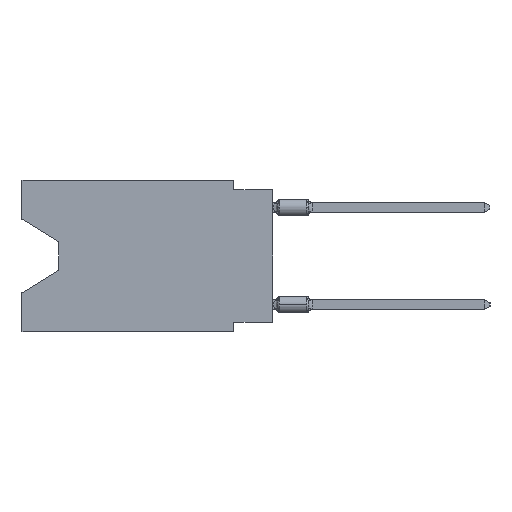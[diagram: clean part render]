
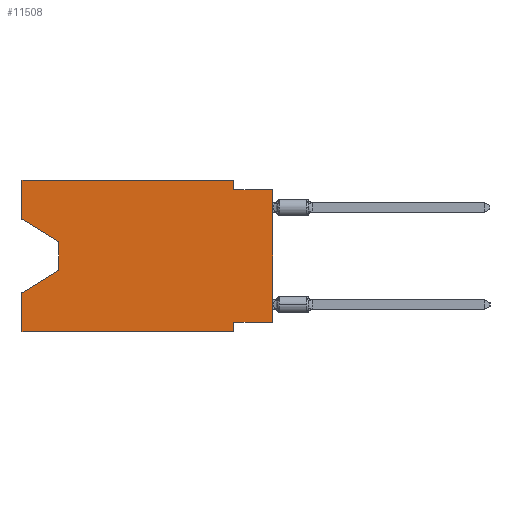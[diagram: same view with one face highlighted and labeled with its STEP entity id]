
A CAD part, left-side view. The second image highlights one B-rep face of the part: STEP entity #11508.
In plain terms, the highlighted planar face has unit normal (-1, 0, 0).
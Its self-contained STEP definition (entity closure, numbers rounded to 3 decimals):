
#578 = VERTEX_POINT ( 'NONE', #27709 ) ;
#691 = EDGE_CURVE ( 'NONE', #8456, #24326, #14617, .T. ) ;
#744 = VECTOR ( 'NONE', #15466, 1000. ) ;
#1024 = EDGE_CURVE ( 'NONE', #23347, #578, #33461, .T. ) ;
#1034 = EDGE_LOOP ( 'NONE', ( #17301, #8175, #33140, #11732, #5862, #34894, #19848, #29863, #28036, #4458, #10282, #27524 ) ) ;
#1071 = DIRECTION ( 'NONE',  ( 0., 0., -1. ) ) ;
#1256 = CARTESIAN_POINT ( 'NONE',  ( 0., 2.54, 0. ) ) ;
#2092 = VECTOR ( 'NONE', #10787, 1000. ) ;
#2811 = AXIS2_PLACEMENT_3D ( 'NONE', #28960, #12854, #34332 ) ;
#2864 = VECTOR ( 'NONE', #18339, 1000. ) ;
#2901 = EDGE_CURVE ( 'NONE', #16271, #24326, #5386, .T. ) ;
#3547 = LINE ( 'NONE', #11792, #34808 ) ;
#3759 = CARTESIAN_POINT ( 'NONE',  ( 0., 13.97, -4.013 ) ) ;
#4045 = DIRECTION ( 'NONE',  ( 0., 0., -1. ) ) ;
#4252 = FACE_OUTER_BOUND ( 'NONE', #1034, .T. ) ;
#4458 = ORIENTED_EDGE ( 'NONE', *, *, #22036, .F. ) ;
#5019 = EDGE_CURVE ( 'NONE', #12307, #23603, #32346, .T. ) ;
#5386 = LINE ( 'NONE', #30261, #16833 ) ;
#5862 = ORIENTED_EDGE ( 'NONE', *, *, #2901, .T. ) ;
#7671 = VECTOR ( 'NONE', #25166, 1000. ) ;
#8010 = CARTESIAN_POINT ( 'NONE',  ( 0., 0., -0.635 ) ) ;
#8175 = ORIENTED_EDGE ( 'NONE', *, *, #1024, .T. ) ;
#8301 = VECTOR ( 'NONE', #34592, 1000. ) ;
#8456 = VERTEX_POINT ( 'NONE', #20730 ) ;
#8801 = EDGE_CURVE ( 'NONE', #15929, #23603, #13135, .T. ) ;
#9937 = LINE ( 'NONE', #21383, #744 ) ;
#10282 = ORIENTED_EDGE ( 'NONE', *, *, #24991, .F. ) ;
#10326 = EDGE_CURVE ( 'NONE', #22044, #27590, #30545, .T. ) ;
#10787 = DIRECTION ( 'NONE',  ( 0., 0., -1. ) ) ;
#11501 = CARTESIAN_POINT ( 'NONE',  ( 0., 16.383, -7.36 ) ) ;
#11508 = ADVANCED_FACE ( 'NONE', ( #4252 ), #15172, .F. ) ;
#11732 = ORIENTED_EDGE ( 'NONE', *, *, #20188, .F. ) ;
#11792 = CARTESIAN_POINT ( 'NONE',  ( 0., 16.383, 0. ) ) ;
#12307 = VERTEX_POINT ( 'NONE', #18134 ) ;
#12854 = DIRECTION ( 'NONE',  ( 1., 0., 0. ) ) ;
#13135 = LINE ( 'NONE', #24047, #2864 ) ;
#14258 = LINE ( 'NONE', #19979, #7671 ) ;
#14617 = LINE ( 'NONE', #25526, #15727 ) ;
#15023 = VECTOR ( 'NONE', #21600, 1000. ) ;
#15078 = CARTESIAN_POINT ( 'NONE',  ( 0., 16.383, 0. ) ) ;
#15172 = PLANE ( 'NONE',  #2811 ) ;
#15466 = DIRECTION ( 'NONE',  ( 0., 0., 1. ) ) ;
#15727 = VECTOR ( 'NONE', #4045, 1000. ) ;
#15929 = VERTEX_POINT ( 'NONE', #33021 ) ;
#16271 = VERTEX_POINT ( 'NONE', #34784 ) ;
#16298 = DIRECTION ( 'NONE',  ( 0., -1., 0. ) ) ;
#16833 = VECTOR ( 'NONE', #16298, 1000. ) ;
#16916 = DIRECTION ( 'NONE',  ( 0., 0., 1. ) ) ;
#17301 = ORIENTED_EDGE ( 'NONE', *, *, #17732, .T. ) ;
#17732 = EDGE_CURVE ( 'NONE', #22044, #23347, #14258, .T. ) ;
#18134 = CARTESIAN_POINT ( 'NONE',  ( 0., 2.54, -0.635 ) ) ;
#18339 = DIRECTION ( 'NONE',  ( 0., 0., 1. ) ) ;
#19848 = ORIENTED_EDGE ( 'NONE', *, *, #32553, .F. ) ;
#19908 = LINE ( 'NONE', #30835, #8301 ) ;
#19979 = CARTESIAN_POINT ( 'NONE',  ( 0., 16.383, -2.546 ) ) ;
#20188 = EDGE_CURVE ( 'NONE', #16271, #35014, #9937, .T. ) ;
#20419 = LINE ( 'NONE', #1256, #35118 ) ;
#20730 = CARTESIAN_POINT ( 'NONE',  ( 0., 2.54, -9.271 ) ) ;
#21383 = CARTESIAN_POINT ( 'NONE',  ( 0., 16.383, 0. ) ) ;
#21600 = DIRECTION ( 'NONE',  ( 0., -1., 0. ) ) ;
#21668 = CARTESIAN_POINT ( 'NONE',  ( 0., 16.383, 0. ) ) ;
#22036 = EDGE_CURVE ( 'NONE', #29276, #12307, #20419, .T. ) ;
#22044 = VERTEX_POINT ( 'NONE', #28660 ) ;
#22941 = EDGE_CURVE ( 'NONE', #578, #35014, #19908, .T. ) ;
#23347 = VERTEX_POINT ( 'NONE', #3759 ) ;
#23531 = DIRECTION ( 'NONE',  ( 0., 1., 0. ) ) ;
#23603 = VERTEX_POINT ( 'NONE', #32749 ) ;
#24047 = CARTESIAN_POINT ( 'NONE',  ( 0., 0., 0. ) ) ;
#24326 = VERTEX_POINT ( 'NONE', #25682 ) ;
#24668 = CARTESIAN_POINT ( 'NONE',  ( 0., 2.54, 0. ) ) ;
#24991 = EDGE_CURVE ( 'NONE', #27590, #29276, #3547, .T. ) ;
#25166 = DIRECTION ( 'NONE',  ( 0., -0.855, -0.519 ) ) ;
#25526 = CARTESIAN_POINT ( 'NONE',  ( 0., 2.54, -9.906 ) ) ;
#25682 = CARTESIAN_POINT ( 'NONE',  ( 0., 2.54, -9.906 ) ) ;
#27524 = ORIENTED_EDGE ( 'NONE', *, *, #10326, .F. ) ;
#27590 = VERTEX_POINT ( 'NONE', #21668 ) ;
#27709 = CARTESIAN_POINT ( 'NONE',  ( 0., 13.97, -5.893 ) ) ;
#28036 = ORIENTED_EDGE ( 'NONE', *, *, #5019, .F. ) ;
#28660 = CARTESIAN_POINT ( 'NONE',  ( 0., 16.383, -2.546 ) ) ;
#28960 = CARTESIAN_POINT ( 'NONE',  ( 0., 16.383, 0. ) ) ;
#29276 = VERTEX_POINT ( 'NONE', #24668 ) ;
#29863 = ORIENTED_EDGE ( 'NONE', *, *, #8801, .T. ) ;
#30261 = CARTESIAN_POINT ( 'NONE',  ( 0., 16.383, -9.906 ) ) ;
#30545 = LINE ( 'NONE', #15078, #32475 ) ;
#30835 = CARTESIAN_POINT ( 'NONE',  ( 0., 13.97, -5.893 ) ) ;
#31588 = LINE ( 'NONE', #34282, #34273 ) ;
#32346 = LINE ( 'NONE', #8010, #15023 ) ;
#32475 = VECTOR ( 'NONE', #16916, 1000. ) ;
#32553 = EDGE_CURVE ( 'NONE', #15929, #8456, #31588, .T. ) ;
#32749 = CARTESIAN_POINT ( 'NONE',  ( 0., 0., -0.635 ) ) ;
#32806 = CARTESIAN_POINT ( 'NONE',  ( 0., 13.97, -4.013 ) ) ;
#33021 = CARTESIAN_POINT ( 'NONE',  ( 0., 0., -9.271 ) ) ;
#33100 = DIRECTION ( 'NONE',  ( 0., -1., 0. ) ) ;
#33140 = ORIENTED_EDGE ( 'NONE', *, *, #22941, .T. ) ;
#33461 = LINE ( 'NONE', #32806, #2092 ) ;
#34273 = VECTOR ( 'NONE', #23531, 1000. ) ;
#34282 = CARTESIAN_POINT ( 'NONE',  ( 0., 0., -9.271 ) ) ;
#34332 = DIRECTION ( 'NONE',  ( 0., 0., -1. ) ) ;
#34592 = DIRECTION ( 'NONE',  ( 0., 0.855, -0.519 ) ) ;
#34784 = CARTESIAN_POINT ( 'NONE',  ( 0., 16.383, -9.906 ) ) ;
#34808 = VECTOR ( 'NONE', #33100, 1000. ) ;
#34894 = ORIENTED_EDGE ( 'NONE', *, *, #691, .F. ) ;
#35014 = VERTEX_POINT ( 'NONE', #11501 ) ;
#35118 = VECTOR ( 'NONE', #1071, 1000. ) ;
